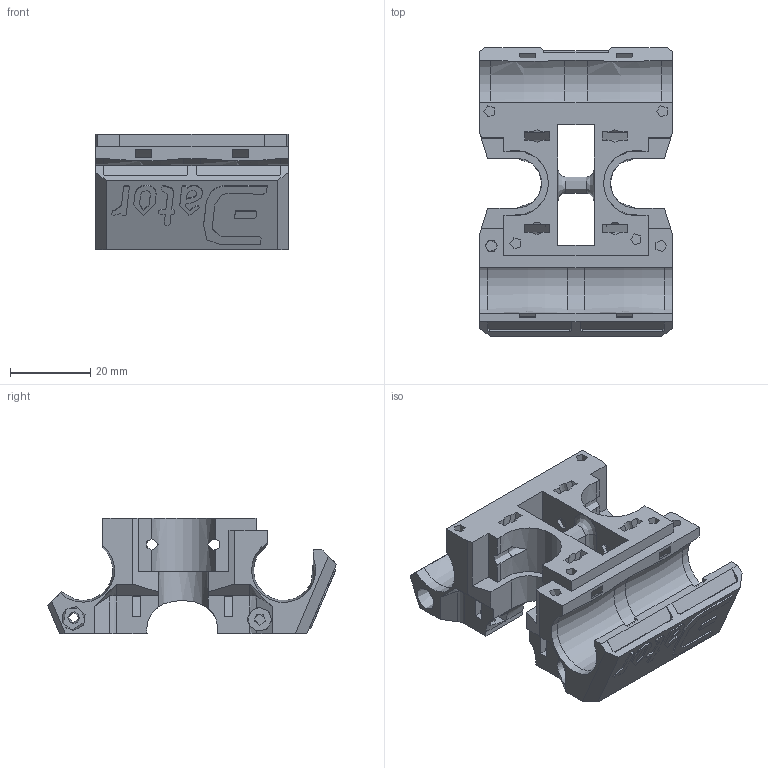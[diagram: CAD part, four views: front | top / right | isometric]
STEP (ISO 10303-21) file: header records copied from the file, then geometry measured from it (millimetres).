
FILE_DESCRIPTION(/* description */ (''),/* implementation_level */ '2;1');
FILE_NAME(/* name */ 'printhead.step',/* time_stamp */ '2017-06-22T21:08:52+02:00',/* author */ (''),/* organization */ (''),/* preprocessor_version */ 'ST-DEVELOPER v16.13',/* originating_system */ 'Autodesk Translation Framework v6.1.1.50',/* authorisation */ '');
FILE_SCHEMA (('AUTOMOTIVE_DESIGN { 1 0 10303 214 3 1 1 }'));
Length unit declared in the file: millimetre
Products named in the file (1): Printhead v21
Bounding box: 47.99 x 71.88 x 28.66 mm (x, y, z)
Volume: 31758.8 mm3; surface area: 21056.2 mm2
Topology: 1 solids, 1 shells, 444 faces, 1323 edges, 879 vertices
Faces by surface type: plane 263, cylinder 107, bspline 60, cone 8, torus 6
Full cylindrical faces by diameter (mm): 2.9 x7, 3 x2, 3.2 x8, 6 x3
Entity records: 16742 total; most frequent: CARTESIAN_POINT 4939, ORIENTED_EDGE 2584, DIRECTION 2260, EDGE_CURVE 1292, LINE 886, VECTOR 886, VERTEX_POINT 868, AXIS2_PLACEMENT_3D 687
